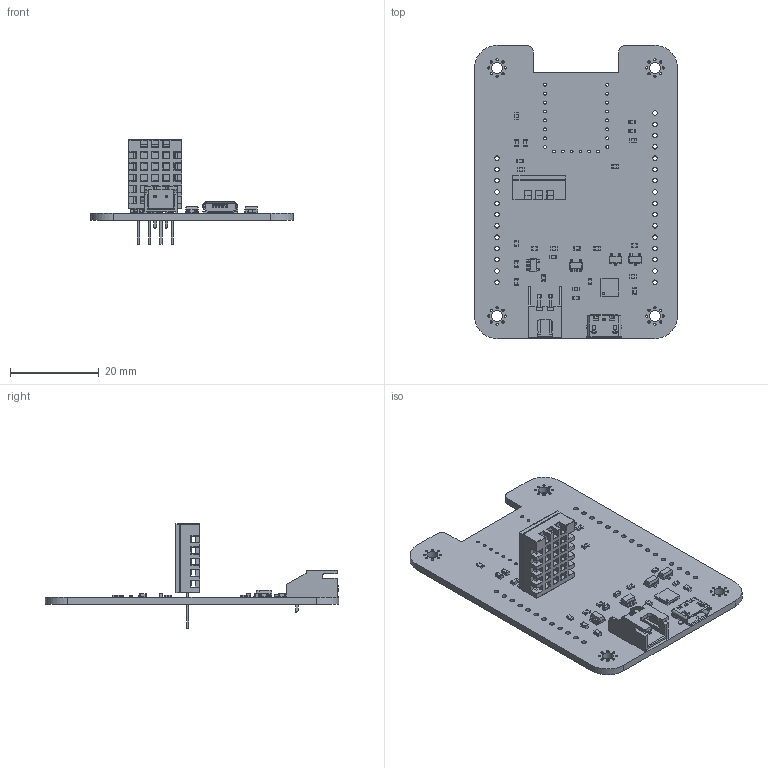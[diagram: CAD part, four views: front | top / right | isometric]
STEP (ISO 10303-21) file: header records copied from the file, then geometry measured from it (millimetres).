
FILE_DESCRIPTION(('FreeCAD Model'),'2;1');
FILE_NAME('iotboard.step', '2020-11-19T07:59:06',('kicad StepUp'),('ksu MCAD'), 'Open CASCADE STEP processor 7.3','FreeCAD','Unknown');
FILE_SCHEMA(('AUTOMOTIVE_DESIGN { 1 0 10303 214 1 1 1 1 }'));
Length unit declared in the file: millimetre
Products named in the file (38): iotboard; Board_Geoms; Pcb; Open CASCADE STEP translator 7.3 1.1.1.1; Step_Models; Top; C1_C_0603_5FAD82AF; C2_C_0603_5FAD82C0; C3_C_0603_5FAD82D1; C4_C_0603_5FB39041; C5_C_0603_5FB391F7; C6_C_0603_5FAD8304; C7_C_0603_5FAD8315; C8_C_0603_5FAD8326; C9_C_0603_5FAD8337; D1_D_0603_5FB3A7A9; J1_S02B_XH_A_5FB385F5; J2_USB_Micro-B_Molex_47346-0001_5FB38B0C; Q1_SOT_23_5FAD960A; Q2_SOT_23_5FAD846C; R1_R_0603_5FAD847D; R2_R_0603_5FAD848E; R3_R_0603_5FAD849F; R4_R_0603_5FAD84B0; R5_R_0603_5FAD84C1; R6_R_0603_5FAD84D2; R7_R_0603_5FAD84E3; R8_R_0603_5FAD84F4; R9_R_0603_5FAD8505; R10_R_0603_5FAD8516; R11_R_0603_5FAD8527; R12_R_0603_5FAD8538; R13_R_0603_5FAD8549; R14_R_0603_5FAD855A; U1_SOT_23_5_5FAD9870; U2_QFN-24-1EP_4x4mm_Pitch0.5mm_5FB38899; U3_SOT_23_5_5FAD85E8; U4_DHT11_5FB389E6[2]
Assembly tree (37 placements, depth 4):
  iotboard
    Board_Geoms
      Pcb
        Open CASCADE STEP translator 7.3 1.1.1.1
    Step_Models
      Top
        C1_C_0603_5FAD82AF
        C2_C_0603_5FAD82C0
        C3_C_0603_5FAD82D1
        C4_C_0603_5FB39041
        C5_C_0603_5FB391F7
        C6_C_0603_5FAD8304
        C7_C_0603_5FAD8315
        C8_C_0603_5FAD8326
        C9_C_0603_5FAD8337
        D1_D_0603_5FB3A7A9
        J1_S02B_XH_A_5FB385F5
        J2_USB_Micro-B_Molex_47346-0001_5FB38B0C
        Q1_SOT_23_5FAD960A
        Q2_SOT_23_5FAD846C
        R1_R_0603_5FAD847D
        R2_R_0603_5FAD848E
        R3_R_0603_5FAD849F
        R4_R_0603_5FAD84B0
        R5_R_0603_5FAD84C1
        R6_R_0603_5FAD84D2
        R7_R_0603_5FAD84E3
        R8_R_0603_5FAD84F4
        R9_R_0603_5FAD8505
        R10_R_0603_5FAD8516
        R11_R_0603_5FAD8527
        R12_R_0603_5FAD8538
        R13_R_0603_5FAD8549
        R14_R_0603_5FAD855A
        U1_SOT_23_5_5FAD9870
        U2_QFN-24-1EP_4x4mm_Pitch0.5mm_5FB38899
        U3_SOT_23_5_5FAD85E8
        U4_DHT11_5FB389E6[2]
Bounding box: 45.72 x 66.04 x 23.5 mm (x, y, z)
Volume: 5475.5 mm3; surface area: 8788.8 mm2
Topology: 38 solids, 38 shells, 2325 faces, 6365 edges, 4055 vertices
Faces by surface type: plane 1418, cylinder 749, bspline 112, sphere 46
Full cylindrical faces by diameter (mm): 0.5 x33, 0.65 x22, 0.8 x4, 1 x30, 2.5 x4
Entity records: 89363 total; most frequent: CARTESIAN_POINT 14091, ORIENTED_EDGE 12638, DIRECTION 11802, EDGE_CURVE 6319, LINE 4758, VECTOR 4758, VERTEX_POINT 4055, AXIS2_PLACEMENT_3D 3522
